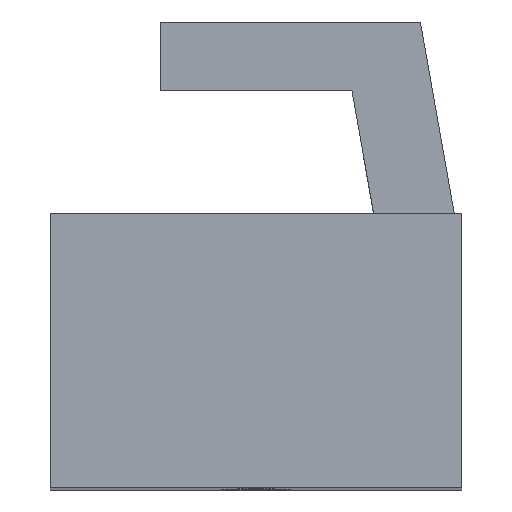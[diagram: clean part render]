
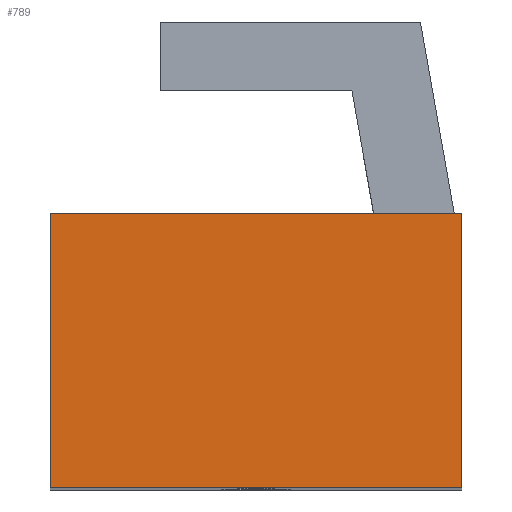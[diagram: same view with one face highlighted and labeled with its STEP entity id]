
A CAD part, top view. The second image highlights one B-rep face of the part: STEP entity #789.
In plain terms, the highlighted planar face has unit normal (0, 0, 1).
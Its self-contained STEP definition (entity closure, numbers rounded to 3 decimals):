
#57=PLANE('',#878);
#101=FACE_OUTER_BOUND('',#160,.T.);
#160=EDGE_LOOP('',(#724,#725,#726,#727));
#187=LINE('',#1193,#262);
#231=LINE('',#1319,#306);
#234=LINE('',#1323,#309);
#236=LINE('',#1326,#311);
#262=VECTOR('',#963,10.);
#306=VECTOR('',#1093,10.);
#309=VECTOR('',#1098,10.);
#311=VECTOR('',#1102,10.);
#373=VERTEX_POINT('',#1190);
#374=VERTEX_POINT('',#1192);
#412=VERTEX_POINT('',#1316);
#413=VERTEX_POINT('',#1318);
#453=EDGE_CURVE('',#374,#373,#187,.T.);
#514=EDGE_CURVE('',#413,#412,#231,.T.);
#517=EDGE_CURVE('',#373,#413,#234,.T.);
#519=EDGE_CURVE('',#412,#374,#236,.T.);
#724=ORIENTED_EDGE('',*,*,#519,.T.);
#725=ORIENTED_EDGE('',*,*,#453,.T.);
#726=ORIENTED_EDGE('',*,*,#517,.T.);
#727=ORIENTED_EDGE('',*,*,#514,.T.);
#789=ADVANCED_FACE('',(#101),#57,.T.);
#878=AXIS2_PLACEMENT_3D('',#1327,#1103,#1104);
#963=DIRECTION('',(-1.,0.,0.));
#1093=DIRECTION('',(1.,0.,0.));
#1098=DIRECTION('',(0.,-1.,0.));
#1102=DIRECTION('',(0.,1.,0.));
#1103=DIRECTION('center_axis',(0.,0.,1.));
#1104=DIRECTION('ref_axis',(1.,0.,0.));
#1190=CARTESIAN_POINT('',(-30.,20.,195.));
#1192=CARTESIAN_POINT('',(30.,20.,195.));
#1193=CARTESIAN_POINT('',(30.,20.,195.));
#1316=CARTESIAN_POINT('',(30.,-20.,195.));
#1318=CARTESIAN_POINT('',(-30.,-20.,195.));
#1319=CARTESIAN_POINT('',(-30.,-20.,195.));
#1323=CARTESIAN_POINT('',(-30.,20.,195.));
#1326=CARTESIAN_POINT('',(30.,-20.,195.));
#1327=CARTESIAN_POINT('Origin',(0.,0.,195.));
